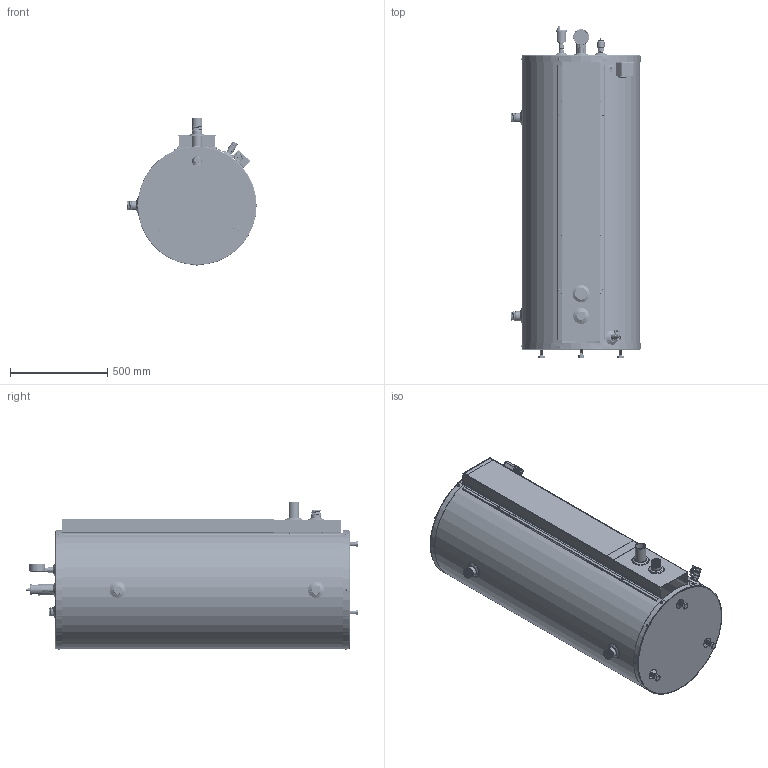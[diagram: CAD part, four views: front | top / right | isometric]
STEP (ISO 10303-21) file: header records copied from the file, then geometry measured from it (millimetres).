
FILE_DESCRIPTION (( 'STEP AP214' ), '1' );
FILE_NAME ('Turbomax 65A (ASME)-TXT(OPTION).STEP', '2019-09-26T20:09:51', ( '' ), ( '' ), 'SwSTEP 2.0', 'SolidWorks 2019', '' );
FILE_SCHEMA (( 'AUTOMOTIVE_DESIGN' ));
Length unit declared in the file: inch
Products named in the file (1): Turbomax 65A (ASME)-TXT(OPTION)
Bounding box: 669.12 x 1705.76 x 757.06 mm (x, y, z)
Volume: 4688274.8 mm3; surface area: 8664888.5 mm2
Topology: 73 solids, 76 shells, 2549 faces, 5748 edges, 3409 vertices
Faces by surface type: plane 960, cone 743, cylinder 638, bspline 119, torus 75, sphere 14
Full cylindrical faces by diameter (mm): 2.381 x2, 3.566 x242, 4.039 x2, 4.762 x4, 4.763 x12, 4.826 x22, 5.08 x2, 5.105 x14, 5.588 x2, 7.62 x2, 7.937 x1, 9.474 x22, 11.113 x1, 12.065 x1, 12.7 x2, 13.97 x1, 14.097 x1, 14.288 x1, 15.037 x1, 19.05 x57, 20.93 x1, 21.59 x2, 22.225 x2, 23.012 x3, 25.4 x4, 26.67 x1, 27 x2, 30.353 x1, 30.607 x1, 32.131 x1
Entity records: 137710 total; most frequent: CARTESIAN_POINT 52648, DIRECTION 10614, ORIENTED_EDGE 8932, EDGE_CURVE 4466, AXIS2_PLACEMENT_3D 4225, EDGE_LOOP 3926, VERTEX_POINT 3312, FACE_OUTER_BOUND 3048
